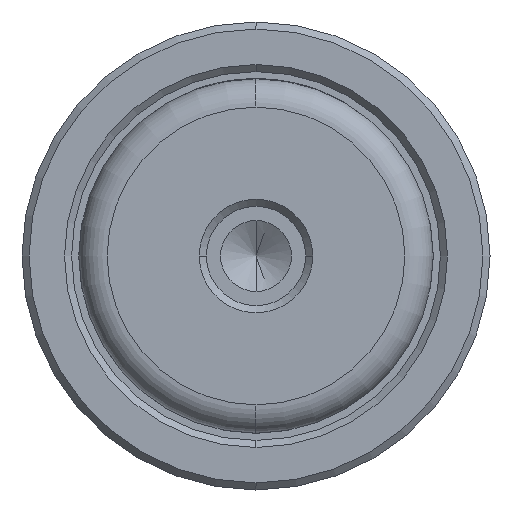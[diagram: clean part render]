
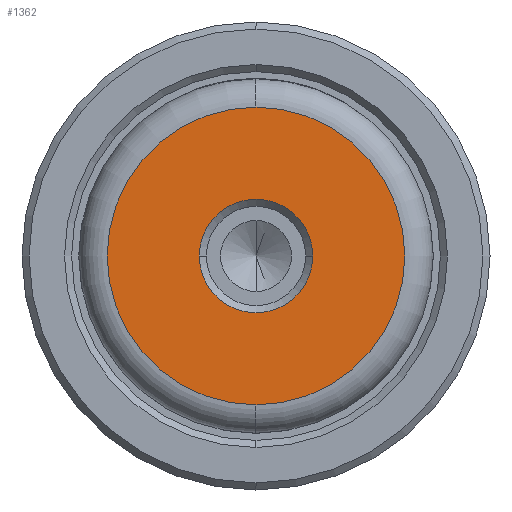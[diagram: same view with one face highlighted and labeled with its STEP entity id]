
A CAD part, left-side view. The second image highlights one B-rep face of the part: STEP entity #1362.
In plain terms, the highlighted planar face has unit normal (-1, 0, 0).
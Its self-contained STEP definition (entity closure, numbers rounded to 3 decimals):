
#36 = DIRECTION ( 'NONE',  ( -1., 0., 0. ) ) ;
#119 = CARTESIAN_POINT ( 'NONE',  ( 0., 0., 0. ) ) ;
#122 = DIRECTION ( 'NONE',  ( 0., 0., 1. ) ) ;
#175 = DIRECTION ( 'NONE',  ( 0., 0., 1. ) ) ;
#221 = EDGE_CURVE ( 'NONE', #1377, #1250, #1350, .T. ) ;
#254 = ORIENTED_EDGE ( 'NONE', *, *, #1325, .T. ) ;
#277 = ORIENTED_EDGE ( 'NONE', *, *, #221, .T. ) ;
#413 = FACE_OUTER_BOUND ( 'NONE', #2226, .T. ) ;
#538 = CARTESIAN_POINT ( 'NONE',  ( 0., -4., 0. ) ) ;
#598 = CIRCLE ( 'NONE', #1439, 10.497 ) ;
#607 = VERTEX_POINT ( 'NONE', #1638 ) ;
#647 = CARTESIAN_POINT ( 'NONE',  ( 0., 4., 0. ) ) ;
#664 = CARTESIAN_POINT ( 'NONE',  ( 0., 0., 0. ) ) ;
#739 = EDGE_CURVE ( 'NONE', #1250, #1377, #2256, .T. ) ;
#781 = EDGE_LOOP ( 'NONE', ( #277, #2033 ) ) ;
#859 = DIRECTION ( 'NONE',  ( 0., 0., 1. ) ) ;
#1184 = CARTESIAN_POINT ( 'NONE',  ( 0., 0., 0. ) ) ;
#1250 = VERTEX_POINT ( 'NONE', #647 ) ;
#1273 = DIRECTION ( 'NONE',  ( 1., 0., 0. ) ) ;
#1275 = VERTEX_POINT ( 'NONE', #2155 ) ;
#1322 = DIRECTION ( 'NONE',  ( 1., 0., 0. ) ) ;
#1325 = EDGE_CURVE ( 'NONE', #607, #1275, #1493, .T. ) ;
#1343 = AXIS2_PLACEMENT_3D ( 'NONE', #664, #1976, #859 ) ;
#1350 = CIRCLE ( 'NONE', #1598, 4. ) ;
#1362 = ADVANCED_FACE ( 'NONE', ( #1363, #413 ), #2413, .T. ) ;
#1363 = FACE_BOUND ( 'NONE', #781, .T. ) ;
#1377 = VERTEX_POINT ( 'NONE', #538 ) ;
#1380 = DIRECTION ( 'NONE',  ( 0., 0., 1. ) ) ;
#1439 = AXIS2_PLACEMENT_3D ( 'NONE', #1184, #36, #1380 ) ;
#1493 = CIRCLE ( 'NONE', #1343, 10.497 ) ;
#1598 = AXIS2_PLACEMENT_3D ( 'NONE', #2417, #1273, #122 ) ;
#1638 = CARTESIAN_POINT ( 'NONE',  ( 0., 0., 10.497 ) ) ;
#1653 = DIRECTION ( 'NONE',  ( 0., 0., 1. ) ) ;
#1904 = AXIS2_PLACEMENT_3D ( 'NONE', #2468, #1322, #175 ) ;
#1976 = DIRECTION ( 'NONE',  ( -1., 0., 0. ) ) ;
#1983 = EDGE_CURVE ( 'NONE', #1275, #607, #598, .T. ) ;
#2033 = ORIENTED_EDGE ( 'NONE', *, *, #739, .T. ) ;
#2059 = ORIENTED_EDGE ( 'NONE', *, *, #1983, .T. ) ;
#2110 = AXIS2_PLACEMENT_3D ( 'NONE', #119, #2213, #1653 ) ;
#2155 = CARTESIAN_POINT ( 'NONE',  ( 0., 0., -10.497 ) ) ;
#2213 = DIRECTION ( 'NONE',  ( -1., 0., 0. ) ) ;
#2226 = EDGE_LOOP ( 'NONE', ( #254, #2059 ) ) ;
#2256 = CIRCLE ( 'NONE', #1904, 4. ) ;
#2413 = PLANE ( 'NONE',  #2110 ) ;
#2417 = CARTESIAN_POINT ( 'NONE',  ( 0., 0., 0. ) ) ;
#2468 = CARTESIAN_POINT ( 'NONE',  ( 0., 0., 0. ) ) ;
